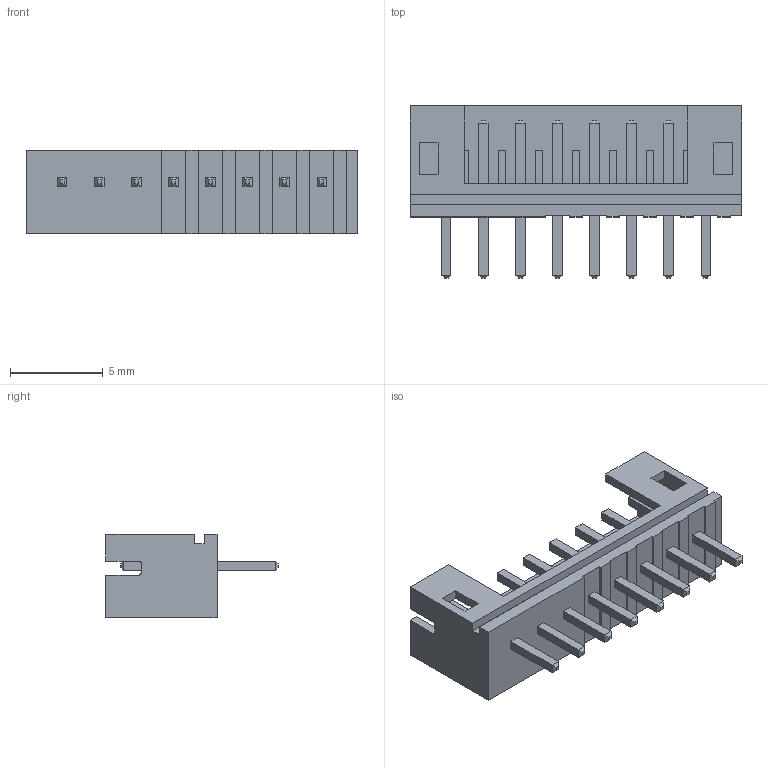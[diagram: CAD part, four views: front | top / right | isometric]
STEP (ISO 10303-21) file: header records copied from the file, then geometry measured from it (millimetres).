
FILE_DESCRIPTION (( 'STEP AP214' ), '1' );
FILE_NAME ('7B96B2FC-B256-472A-869D-DF5B5745FD61.STEP', '2023-08-21T04:58:56', ( '' ), ( '' ), 'SwSTEP 2.0', 'SolidWorks 2022', '' );
FILE_SCHEMA (( 'AUTOMOTIVE_DESIGN' ));
Length unit declared in the file: millimetre
Products named in the file (1): 7B96B2FC-B256-472A-869D-DF5B5745FD61
Bounding box: 17.9 x 9.3 x 4.5 mm (x, y, z)
Volume: 199.6 mm3; surface area: 656.1 mm2
Topology: 1 solids, 1 shells, 232 faces, 584 edges, 368 vertices
Faces by surface type: plane 228, cylinder 4
Entity records: 8350 total; most frequent: CARTESIAN_POINT 1185, ORIENTED_EDGE 1168, DIRECTION 1058, EDGE_CURVE 584, VECTOR 576, LINE 576, VERTEX_POINT 368, EDGE_LOOP 250
